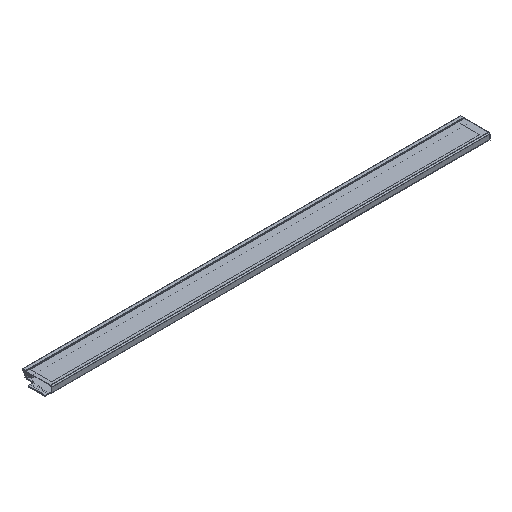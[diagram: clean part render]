
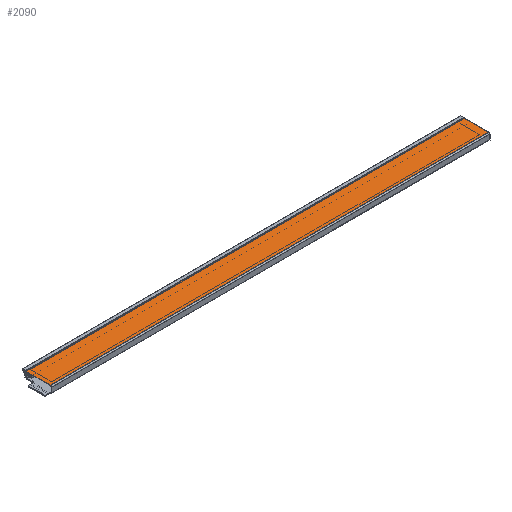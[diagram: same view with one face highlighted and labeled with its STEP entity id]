
A CAD part, isometric view. The second image highlights one B-rep face of the part: STEP entity #2090.
In plain terms, the highlighted planar face has unit normal (0, 0, 1).
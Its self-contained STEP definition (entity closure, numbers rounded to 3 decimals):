
#168 = EDGE_CURVE ( 'NONE', #353, #636, #2458, .T. ) ;
#224 = CARTESIAN_POINT ( 'NONE',  ( -2., 0., 0. ) ) ;
#304 = VECTOR ( 'NONE', #815, 1000. ) ;
#337 = VERTEX_POINT ( 'NONE', #1931 ) ;
#353 = VERTEX_POINT ( 'NONE', #2597 ) ;
#478 = LINE ( 'NONE', #2165, #304 ) ;
#506 = DIRECTION ( 'NONE',  ( 0., 1., 0. ) ) ;
#533 = CARTESIAN_POINT ( 'NONE',  ( -2., 0.7, 0. ) ) ;
#539 = LINE ( 'NONE', #1494, #2858 ) ;
#636 = VERTEX_POINT ( 'NONE', #533 ) ;
#767 = LINE ( 'NONE', #2269, #1809 ) ;
#815 = DIRECTION ( 'NONE',  ( -1., 0., 0. ) ) ;
#1004 = EDGE_CURVE ( 'NONE', #636, #1140, #539, .T. ) ;
#1113 = ORIENTED_EDGE ( 'NONE', *, *, #1404, .T. ) ;
#1134 = PLANE ( 'NONE',  #1913 ) ;
#1140 = VERTEX_POINT ( 'NONE', #2162 ) ;
#1248 = ORIENTED_EDGE ( 'NONE', *, *, #168, .T. ) ;
#1404 = EDGE_CURVE ( 'NONE', #1140, #337, #767, .T. ) ;
#1408 = CARTESIAN_POINT ( 'NONE',  ( 0., 0., 0. ) ) ;
#1494 = CARTESIAN_POINT ( 'NONE',  ( -2., 0.7, 0. ) ) ;
#1680 = DIRECTION ( 'NONE',  ( -1., 0., 0. ) ) ;
#1770 = EDGE_LOOP ( 'NONE', ( #2533, #1113, #1939, #1248 ) ) ;
#1809 = VECTOR ( 'NONE', #506, 1000. ) ;
#1886 = VECTOR ( 'NONE', #2745, 1000. ) ;
#1904 = DIRECTION ( 'NONE',  ( 1., 0., 0. ) ) ;
#1913 = AXIS2_PLACEMENT_3D ( 'NONE', #1408, #2527, #1680 ) ;
#1931 = CARTESIAN_POINT ( 'NONE',  ( 226.7, 13.4, 0. ) ) ;
#1939 = ORIENTED_EDGE ( 'NONE', *, *, #2654, .T. ) ;
#2090 = ADVANCED_FACE ( 'NONE', ( #2913 ), #1134, .F. ) ;
#2162 = CARTESIAN_POINT ( 'NONE',  ( 226.7, 0.7, 0. ) ) ;
#2165 = CARTESIAN_POINT ( 'NONE',  ( -2., 13.4, 0. ) ) ;
#2269 = CARTESIAN_POINT ( 'NONE',  ( 226.7, 0., 0. ) ) ;
#2458 = LINE ( 'NONE', #224, #1886 ) ;
#2527 = DIRECTION ( 'NONE',  ( 0., 0., -1. ) ) ;
#2533 = ORIENTED_EDGE ( 'NONE', *, *, #1004, .T. ) ;
#2597 = CARTESIAN_POINT ( 'NONE',  ( -2., 13.4, 0. ) ) ;
#2654 = EDGE_CURVE ( 'NONE', #337, #353, #478, .T. ) ;
#2745 = DIRECTION ( 'NONE',  ( 0., -1., 0. ) ) ;
#2858 = VECTOR ( 'NONE', #1904, 1000. ) ;
#2913 = FACE_OUTER_BOUND ( 'NONE', #1770, .T. ) ;
